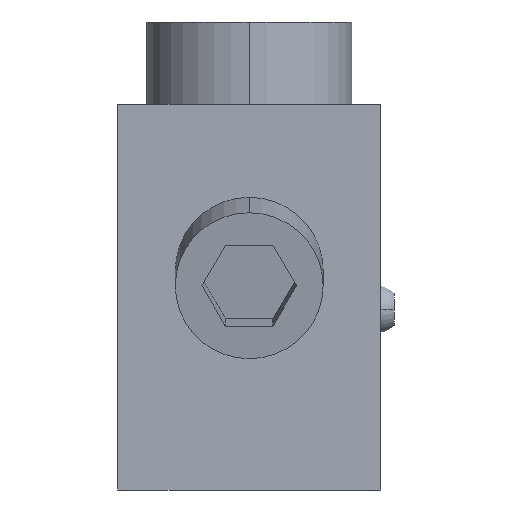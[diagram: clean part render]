
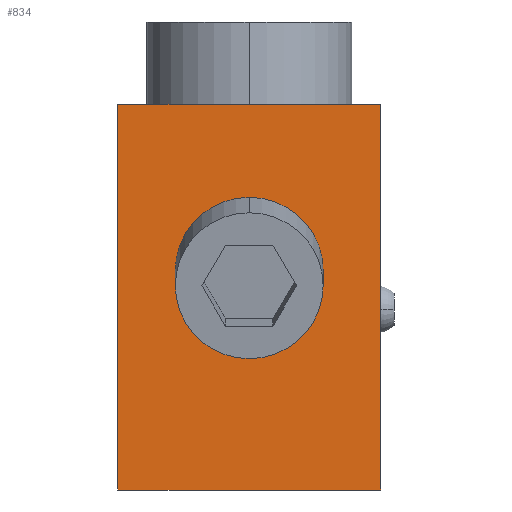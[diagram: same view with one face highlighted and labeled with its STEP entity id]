
A CAD part, left-side view. The second image highlights one B-rep face of the part: STEP entity #834.
In plain terms, the highlighted planar face has unit normal (-1, 0, 0).
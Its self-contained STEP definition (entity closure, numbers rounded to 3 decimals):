
#49 = CARTESIAN_POINT ( 'NONE',  ( -60., 0., 22.225 ) ) ;
#91 = EDGE_CURVE ( 'NONE', #1057, #1274, #913, .T. ) ;
#208 = EDGE_LOOP ( 'NONE', ( #1322, #709 ) ) ;
#226 = DIRECTION ( 'NONE',  ( 0., 0., -1. ) ) ;
#229 = CARTESIAN_POINT ( 'NONE',  ( -60., -12., 22.225 ) ) ;
#261 = CARTESIAN_POINT ( 'NONE',  ( -60., -16., 0. ) ) ;
#342 = LINE ( 'NONE', #1293, #619 ) ;
#347 = DIRECTION ( 'NONE',  ( 0., 1., 0. ) ) ;
#398 = EDGE_CURVE ( 'NONE', #1057, #657, #342, .T. ) ;
#428 = AXIS2_PLACEMENT_3D ( 'NONE', #1502, #1127, #1012 ) ;
#460 = CARTESIAN_POINT ( 'NONE',  ( -60., 0., 22.225 ) ) ;
#464 = EDGE_CURVE ( 'NONE', #594, #1018, #1189, .T. ) ;
#471 = DIRECTION ( 'NONE',  ( 0., 0., -1. ) ) ;
#496 = CARTESIAN_POINT ( 'NONE',  ( -60., -16., 47. ) ) ;
#499 = VECTOR ( 'NONE', #226, 1000. ) ;
#524 = VECTOR ( 'NONE', #347, 1000. ) ;
#544 = EDGE_LOOP ( 'NONE', ( #1255, #1312, #1467, #1271 ) ) ;
#580 = CARTESIAN_POINT ( 'NONE',  ( -60., 16., 47. ) ) ;
#594 = VERTEX_POINT ( 'NONE', #1016 ) ;
#596 = CARTESIAN_POINT ( 'NONE',  ( -60., 0., 34.375 ) ) ;
#609 =( BOUNDED_CURVE ( )  B_SPLINE_CURVE ( 3, ( #611, #1339, #961, #49 ),
 .UNSPECIFIED., .F., .F. ) 
 B_SPLINE_CURVE_WITH_KNOTS ( ( 4, 4 ),
 ( 3.142, 6.283 ),
 .UNSPECIFIED. ) 
 CURVE ( )  GEOMETRIC_REPRESENTATION_ITEM ( )  RATIONAL_B_SPLINE_CURVE ( ( 1., 0.333, 0.333, 1. ) ) 
 REPRESENTATION_ITEM ( '' )  );
#611 = CARTESIAN_POINT ( 'NONE',  ( -60., 0., 34.375 ) ) ;
#619 = VECTOR ( 'NONE', #471, 1000. ) ;
#657 = VERTEX_POINT ( 'NONE', #261 ) ;
#670 = CARTESIAN_POINT ( 'NONE',  ( -60., -16., 0. ) ) ;
#709 = ORIENTED_EDGE ( 'NONE', *, *, #1106, .F. ) ;
#775 = CARTESIAN_POINT ( 'NONE',  ( -60., 16., 0. ) ) ;
#781 = VERTEX_POINT ( 'NONE', #775 ) ;
#806 = LINE ( 'NONE', #1149, #499 ) ;
#834 = ADVANCED_FACE ( 'NONE', ( #1250, #1520 ), #1269, .T. ) ;
#902 = DIRECTION ( 'NONE',  ( 0., 1., 0. ) ) ;
#913 = LINE ( 'NONE', #1396, #1456 ) ;
#961 = CARTESIAN_POINT ( 'NONE',  ( -60., 12., 22.225 ) ) ;
#1012 = DIRECTION ( 'NONE',  ( 0., -1., 0. ) ) ;
#1016 = CARTESIAN_POINT ( 'NONE',  ( -60., 0., 22.225 ) ) ;
#1018 = VERTEX_POINT ( 'NONE', #596 ) ;
#1057 = VERTEX_POINT ( 'NONE', #496 ) ;
#1066 = CARTESIAN_POINT ( 'NONE',  ( -60., -12., 34.375 ) ) ;
#1106 = EDGE_CURVE ( 'NONE', #1018, #594, #609, .T. ) ;
#1127 = DIRECTION ( 'NONE',  ( -1., 0., 0. ) ) ;
#1149 = CARTESIAN_POINT ( 'NONE',  ( -60., 16., 47. ) ) ;
#1189 =( BOUNDED_CURVE ( )  B_SPLINE_CURVE ( 3, ( #460, #229, #1066, #1283 ),
 .UNSPECIFIED., .F., .T. ) 
 B_SPLINE_CURVE_WITH_KNOTS ( ( 4, 4 ),
 ( 0., 3.142 ),
 .UNSPECIFIED. ) 
 CURVE ( )  GEOMETRIC_REPRESENTATION_ITEM ( )  RATIONAL_B_SPLINE_CURVE ( ( 1., 0.333, 0.333, 1. ) ) 
 REPRESENTATION_ITEM ( '' )  );
#1250 = FACE_BOUND ( 'NONE', #208, .T. ) ;
#1255 = ORIENTED_EDGE ( 'NONE', *, *, #398, .F. ) ;
#1269 = PLANE ( 'NONE',  #428 ) ;
#1271 = ORIENTED_EDGE ( 'NONE', *, *, #1425, .F. ) ;
#1273 = LINE ( 'NONE', #670, #524 ) ;
#1274 = VERTEX_POINT ( 'NONE', #580 ) ;
#1283 = CARTESIAN_POINT ( 'NONE',  ( -60., 0., 34.375 ) ) ;
#1293 = CARTESIAN_POINT ( 'NONE',  ( -60., -16., 47. ) ) ;
#1312 = ORIENTED_EDGE ( 'NONE', *, *, #91, .T. ) ;
#1322 = ORIENTED_EDGE ( 'NONE', *, *, #464, .F. ) ;
#1339 = CARTESIAN_POINT ( 'NONE',  ( -60., 12., 34.375 ) ) ;
#1396 = CARTESIAN_POINT ( 'NONE',  ( -60., -16., 47. ) ) ;
#1425 = EDGE_CURVE ( 'NONE', #657, #781, #1273, .T. ) ;
#1444 = EDGE_CURVE ( 'NONE', #1274, #781, #806, .T. ) ;
#1456 = VECTOR ( 'NONE', #902, 1000. ) ;
#1467 = ORIENTED_EDGE ( 'NONE', *, *, #1444, .T. ) ;
#1502 = CARTESIAN_POINT ( 'NONE',  ( -60., -16., 47. ) ) ;
#1520 = FACE_OUTER_BOUND ( 'NONE', #544, .T. ) ;
